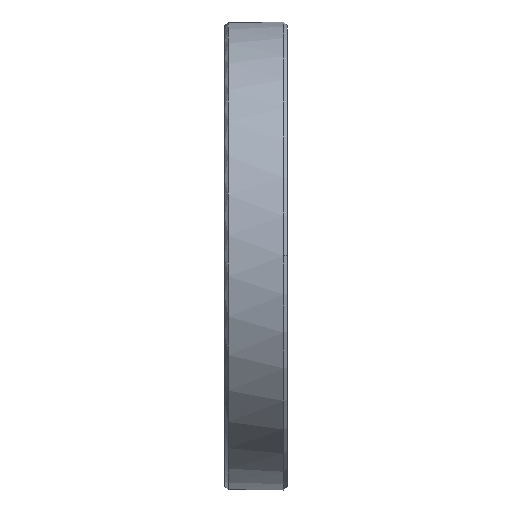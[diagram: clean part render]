
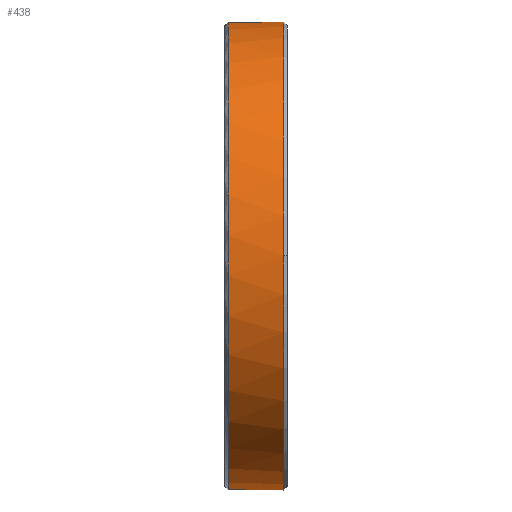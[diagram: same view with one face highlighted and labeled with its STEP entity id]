
A CAD part, top view. The second image highlights one B-rep face of the part: STEP entity #438.
In plain terms, the highlighted cylindrical face has radius 63.5 mm (diameter 127 mm), a partial arc.
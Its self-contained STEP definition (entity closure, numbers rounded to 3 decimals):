
#148=CARTESIAN_POINT('',(-115.,24.505,-1.581));
#149=VERTEX_POINT('',#148);
#150=CARTESIAN_POINT('',(-115.,19.,-3.591));
#151=VERTEX_POINT('',#150);
#152=CARTESIAN_POINT('',(-115.,0.,57.));
#153=DIRECTION('',(-1.,-0.,-0.));
#154=DIRECTION('',(-0.,1.,0.));
#155=AXIS2_PLACEMENT_3D('',#152,#153,#154);
#156=CIRCLE('',#155,63.5);
#157=EDGE_CURVE('',#149,#151,#156,.T.);
#243=CARTESIAN_POINT('',(-128.,-19.,-3.591));
#244=VERTEX_POINT('',#243);
#261=CARTESIAN_POINT('',(-116.,-19.,-3.591));
#262=VERTEX_POINT('',#261);
#269=CARTESIAN_POINT('',(-116.,-19.,-3.591));
#270=DIRECTION('',(-1.,-0.,0.));
#271=VECTOR('',#270,12.);
#272=LINE('',#269,#271);
#273=EDGE_CURVE('',#262,#244,#272,.T.);
#300=CARTESIAN_POINT('',(-128.,19.,-3.591));
#301=VERTEX_POINT('',#300);
#308=CARTESIAN_POINT('',(-115.,19.,-3.591));
#309=DIRECTION('',(-1.,-0.,0.));
#310=VECTOR('',#309,13.);
#311=LINE('',#308,#310);
#312=EDGE_CURVE('',#151,#301,#311,.T.);
#378=CARTESIAN_POINT('',(-132.,0.,57.));
#379=DIRECTION('',(1.,0.,0.));
#380=DIRECTION('',(0.,0.,-1.));
#381=AXIS2_PLACEMENT_3D('',#378,#379,#380);
#382=CYLINDRICAL_SURFACE('',#381,63.5);
#383=CARTESIAN_POINT('',(-116.,25.505,-1.153));
#384=VERTEX_POINT('',#383);
#385=CARTESIAN_POINT('',(-90.495,0.,57.));
#386=DIRECTION('',(-0.707,-0.707,0.));
#387=DIRECTION('',(0.707,-0.707,0.));
#388=AXIS2_PLACEMENT_3D('',#385,#386,#387);
#389=ELLIPSE('',#388,89.803,63.5);
#390=EDGE_CURVE('',#384,#149,#389,.T.);
#391=ORIENTED_EDGE('',*,*,#390,.T.);
#392=ORIENTED_EDGE('',*,*,#157,.T.);
#393=ORIENTED_EDGE('',*,*,#312,.T.);
#394=CARTESIAN_POINT('',(-131.,16.,-4.451));
#395=VERTEX_POINT('',#394);
#396=CARTESIAN_POINT('',(-147.,0.,57.));
#397=DIRECTION('',(-0.707,0.707,-0.));
#398=DIRECTION('',(0.707,0.707,0.));
#399=AXIS2_PLACEMENT_3D('',#396,#397,#398);
#400=ELLIPSE('',#399,89.803,63.5);
#401=EDGE_CURVE('',#301,#395,#400,.T.);
#402=ORIENTED_EDGE('',*,*,#401,.T.);
#403=CARTESIAN_POINT('',(-131.,-16.,-4.451));
#404=VERTEX_POINT('',#403);
#405=CARTESIAN_POINT('',(-131.,0.,57.));
#406=DIRECTION('',(1.,-0.,-0.));
#407=DIRECTION('',(0.,0.,1.));
#408=AXIS2_PLACEMENT_3D('',#405,#406,#407);
#409=CIRCLE('',#408,63.5);
#410=EDGE_CURVE('',#395,#404,#409,.T.);
#411=ORIENTED_EDGE('',*,*,#410,.T.);
#412=CARTESIAN_POINT('',(-147.,0.,57.));
#413=DIRECTION('',(-0.707,-0.707,0.));
#414=DIRECTION('',(0.707,-0.707,0.));
#415=AXIS2_PLACEMENT_3D('',#412,#413,#414);
#416=ELLIPSE('',#415,89.803,63.5);
#417=EDGE_CURVE('',#404,#244,#416,.T.);
#418=ORIENTED_EDGE('',*,*,#417,.T.);
#419=ORIENTED_EDGE('',*,*,#273,.F.);
#420=CARTESIAN_POINT('',(-116.,0.,120.5));
#421=VERTEX_POINT('',#420);
#422=CARTESIAN_POINT('',(-116.,0.,57.));
#423=DIRECTION('',(-1.,-0.,-0.));
#424=DIRECTION('',(0.,0.,-1.));
#425=AXIS2_PLACEMENT_3D('',#422,#423,#424);
#426=CIRCLE('',#425,63.5);
#427=EDGE_CURVE('',#262,#421,#426,.T.);
#428=ORIENTED_EDGE('',*,*,#427,.T.);
#429=CARTESIAN_POINT('',(-116.,0.,57.));
#430=DIRECTION('',(-1.,-0.,-0.));
#431=DIRECTION('',(0.,0.,-1.));
#432=AXIS2_PLACEMENT_3D('',#429,#430,#431);
#433=CIRCLE('',#432,63.5);
#434=EDGE_CURVE('',#421,#384,#433,.T.);
#435=ORIENTED_EDGE('',*,*,#434,.T.);
#436=EDGE_LOOP('',(#391,#392,#393,#402,#411,#418,#419,#428,#435));
#437=FACE_BOUND('',#436,.T.);
#438=ADVANCED_FACE('',(#437),#382,.T.);
